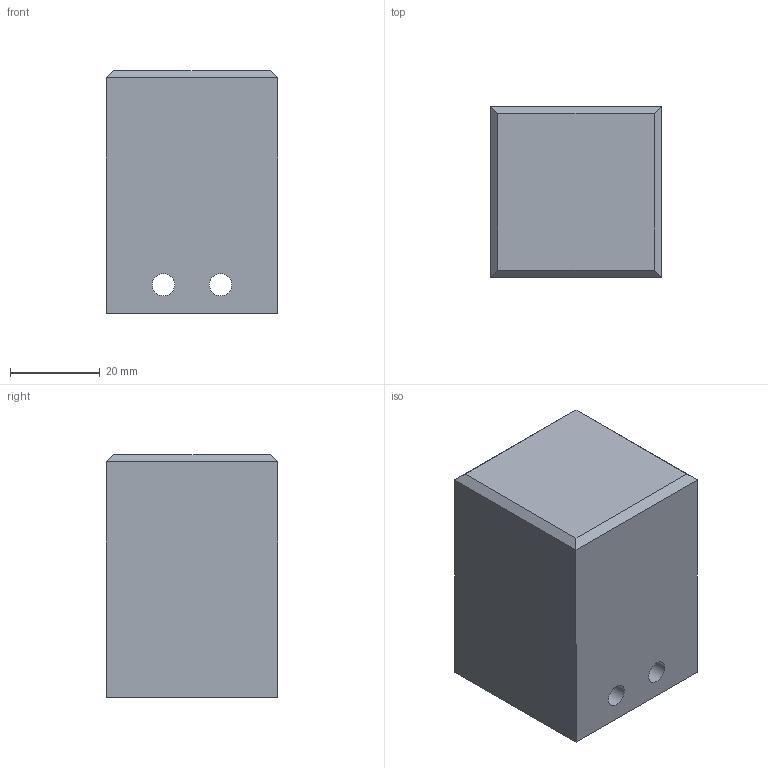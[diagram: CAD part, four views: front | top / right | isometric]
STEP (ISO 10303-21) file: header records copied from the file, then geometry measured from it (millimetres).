
FILE_DESCRIPTION(/* description */ (''),/* implementation_level */ '2;1');
FILE_NAME(/* name */ 'Gas Strut Mount Drill Guide.step',/* time_stamp */ '2023-11-18T06:54:16-05:00',/* author */ (''),/* organization */ (''),/* preprocessor_version */ 'ST-DEVELOPER v20',/* originating_system */ 'Autodesk Translation Framework v12.14.0.127',/* authorisation */ '');
FILE_SCHEMA (('AUTOMOTIVE_DESIGN { 1 0 10303 214 3 1 1 }'));
Length unit declared in the file: inch
Products named in the file (1): Gas Strut Mount Drill Guide
Bounding box: 38.1 x 38.1 x 53.98 mm (x, y, z)
Volume: 44111.9 mm3; surface area: 16338.3 mm2
Topology: 1 solids, 1 shells, 23 faces, 52 edges, 32 vertices
Faces by surface type: plane 19, cylinder 4
Full cylindrical faces by diameter (mm): 4.978 x4
Entity records: 681 total; most frequent: DIRECTION 108, CARTESIAN_POINT 108, ORIENTED_EDGE 104, EDGE_CURVE 52, LINE 44, VECTOR 44, EDGE_LOOP 32, VERTEX_POINT 32
